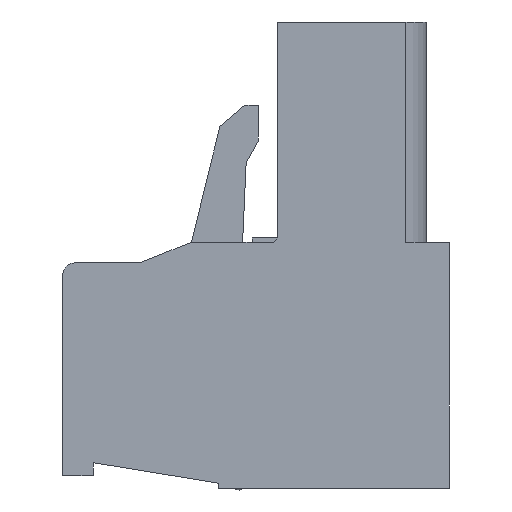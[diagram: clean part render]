
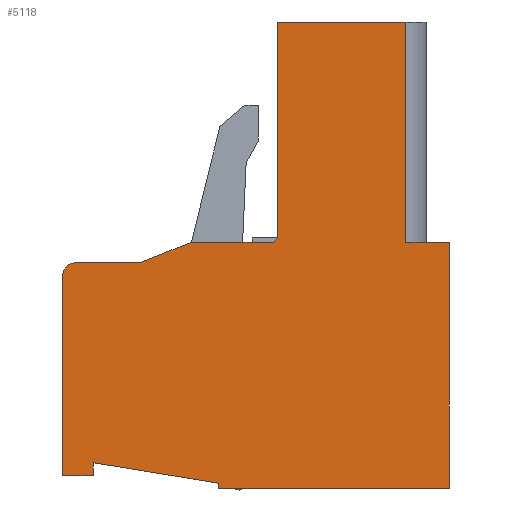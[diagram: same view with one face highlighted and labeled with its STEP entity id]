
A CAD part, front view. The second image highlights one B-rep face of the part: STEP entity #5118.
In plain terms, the highlighted planar face has unit normal (0, -1, 0).
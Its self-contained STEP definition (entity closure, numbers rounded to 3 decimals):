
#146=CIRCLE('',#5664,0.5);
#542=ORIENTED_EDGE('',*,*,#1921,.T.);
#543=ORIENTED_EDGE('',*,*,#1951,.T.);
#544=ORIENTED_EDGE('',*,*,#1804,.T.);
#545=ORIENTED_EDGE('',*,*,#1923,.T.);
#546=ORIENTED_EDGE('',*,*,#1836,.T.);
#547=ORIENTED_EDGE('',*,*,#1926,.T.);
#548=ORIENTED_EDGE('',*,*,#1929,.T.);
#549=ORIENTED_EDGE('',*,*,#1931,.T.);
#550=ORIENTED_EDGE('',*,*,#1847,.T.);
#551=ORIENTED_EDGE('',*,*,#1940,.T.);
#552=ORIENTED_EDGE('',*,*,#1952,.T.);
#553=ORIENTED_EDGE('',*,*,#1784,.T.);
#554=ORIENTED_EDGE('',*,*,#1912,.T.);
#555=ORIENTED_EDGE('',*,*,#1692,.T.);
#556=ORIENTED_EDGE('',*,*,#1705,.T.);
#557=ORIENTED_EDGE('',*,*,#1949,.T.);
#1692=EDGE_CURVE('',#2426,#2425,#2912,.T.);
#1705=EDGE_CURVE('',#2425,#2438,#2925,.T.);
#1784=EDGE_CURVE('',#2517,#2516,#3000,.T.);
#1804=EDGE_CURVE('',#2534,#2535,#3013,.T.);
#1836=EDGE_CURVE('',#2546,#2561,#3041,.T.);
#1847=EDGE_CURVE('',#2573,#2572,#3052,.T.);
#1912=EDGE_CURVE('',#2516,#2426,#3112,.T.);
#1921=EDGE_CURVE('',#2624,#2623,#3120,.T.);
#1923=EDGE_CURVE('',#2535,#2546,#3122,.T.);
#1926=EDGE_CURVE('',#2561,#2626,#3125,.T.);
#1929=EDGE_CURVE('',#2626,#2628,#3128,.T.);
#1931=EDGE_CURVE('',#2628,#2573,#3130,.T.);
#1940=EDGE_CURVE('',#2572,#2635,#3136,.T.);
#1949=EDGE_CURVE('',#2438,#2624,#3144,.T.);
#1951=EDGE_CURVE('',#2623,#2534,#146,.T.);
#1952=EDGE_CURVE('',#2635,#2517,#3146,.T.);
#2425=VERTEX_POINT('',#7432);
#2426=VERTEX_POINT('',#7434);
#2438=VERTEX_POINT('',#7459);
#2516=VERTEX_POINT('',#7625);
#2517=VERTEX_POINT('',#7627);
#2534=VERTEX_POINT('',#7667);
#2535=VERTEX_POINT('',#7668);
#2546=VERTEX_POINT('',#7692);
#2561=VERTEX_POINT('',#7726);
#2572=VERTEX_POINT('',#7749);
#2573=VERTEX_POINT('',#7751);
#2623=VERTEX_POINT('',#7887);
#2624=VERTEX_POINT('',#7889);
#2626=VERTEX_POINT('',#7897);
#2628=VERTEX_POINT('',#7903);
#2635=VERTEX_POINT('',#7923);
#2912=LINE('',#7433,#3538);
#2925=LINE('',#7460,#3551);
#3000=LINE('',#7626,#3626);
#3013=LINE('',#7666,#3639);
#3041=LINE('',#7727,#3667);
#3052=LINE('',#7750,#3678);
#3112=LINE('',#7870,#3738);
#3120=LINE('',#7888,#3746);
#3122=LINE('',#7892,#3748);
#3125=LINE('',#7898,#3751);
#3128=LINE('',#7904,#3754);
#3130=LINE('',#7907,#3756);
#3136=LINE('',#7924,#3762);
#3144=LINE('',#7939,#3770);
#3146=LINE('',#7943,#3772);
#3538=VECTOR('',#6006,1000.);
#3551=VECTOR('',#6021,1000.);
#3626=VECTOR('',#6122,1000.);
#3639=VECTOR('',#6155,1000.);
#3667=VECTOR('',#6193,1000.);
#3678=VECTOR('',#6206,1000.);
#3738=VECTOR('',#6296,1000.);
#3746=VECTOR('',#6312,1000.);
#3748=VECTOR('',#6316,1000.);
#3751=VECTOR('',#6321,1000.);
#3754=VECTOR('',#6326,1000.);
#3756=VECTOR('',#6330,1000.);
#3762=VECTOR('',#6344,1000.);
#3770=VECTOR('',#6360,1000.);
#3772=VECTOR('',#6366,1000.);
#4215=EDGE_LOOP('',(#542,#543,#544,#545,#546,#547,#548,#549,#550,#551,#552,
#553,#554,#555,#556,#557));
#4559=FACE_BOUND('',#4215,.T.);
#4887=PLANE('',#5663);
#5118=ADVANCED_FACE('',(#4559),#4887,.T.);
#5663=AXIS2_PLACEMENT_3D('',#7941,#6362,#6363);
#5664=AXIS2_PLACEMENT_3D('',#7942,#6364,#6365);
#6006=DIRECTION('',(-0.707,0.,-0.707));
#6021=DIRECTION('',(-1.,0.,0.));
#6122=DIRECTION('',(-1.,0.,0.));
#6155=DIRECTION('',(0.,0.,-1.));
#6193=DIRECTION('',(0.,0.,1.));
#6206=DIRECTION('',(0.,0.,1.));
#6296=DIRECTION('',(0.,0.,-1.));
#6312=DIRECTION('',(-1.,0.,0.));
#6316=DIRECTION('',(1.,0.,0.));
#6321=DIRECTION('',(0.987,0.,-0.161));
#6326=DIRECTION('',(0.,0.,-1.));
#6330=DIRECTION('',(1.,0.,0.));
#6344=DIRECTION('',(-1.,0.,0.));
#6360=DIRECTION('',(-0.93,0.,-0.367));
#6362=DIRECTION('',(0.,-1.,0.));
#6363=DIRECTION('',(0.,0.,-1.));
#6364=DIRECTION('',(0.,-1.,0.));
#6365=DIRECTION('',(0.,0.,-1.));
#6366=DIRECTION('',(0.,0.,1.));
#7432=CARTESIAN_POINT('',(-3.074,-6.62,4.95));
#7433=CARTESIAN_POINT('',(-2.9,-6.62,5.124));
#7434=CARTESIAN_POINT('',(-2.9,-6.62,5.124));
#7459=CARTESIAN_POINT('',(-6.274,-6.62,4.95));
#7460=CARTESIAN_POINT('',(-3.074,-6.62,4.95));
#7625=CARTESIAN_POINT('',(-2.9,-6.62,13.55));
#7626=CARTESIAN_POINT('',(2.9,-6.62,13.55));
#7627=CARTESIAN_POINT('',(2.1,-6.62,13.55));
#7666=CARTESIAN_POINT('',(-11.3,-6.62,4.15));
#7667=CARTESIAN_POINT('',(-11.3,-6.62,3.65));
#7668=CARTESIAN_POINT('',(-11.3,-6.62,-4.15));
#7692=CARTESIAN_POINT('',(-10.1,-6.62,-4.15));
#7726=CARTESIAN_POINT('',(-10.1,-6.62,-3.65));
#7727=CARTESIAN_POINT('',(-10.1,-6.62,-4.15));
#7749=CARTESIAN_POINT('',(3.8,-6.62,4.95));
#7750=CARTESIAN_POINT('',(3.8,-6.62,-4.65));
#7751=CARTESIAN_POINT('',(3.8,-6.62,-4.65));
#7870=CARTESIAN_POINT('',(-2.9,-6.62,13.55));
#7887=CARTESIAN_POINT('',(-10.8,-6.62,4.15));
#7888=CARTESIAN_POINT('',(-8.3,-6.62,4.15));
#7889=CARTESIAN_POINT('',(-8.3,-6.62,4.15));
#7892=CARTESIAN_POINT('',(-11.3,-6.62,-4.15));
#7897=CARTESIAN_POINT('',(-5.2,-6.62,-4.45));
#7898=CARTESIAN_POINT('',(-10.1,-6.62,-3.65));
#7903=CARTESIAN_POINT('',(-5.2,-6.62,-4.65));
#7904=CARTESIAN_POINT('',(-5.2,-6.62,-4.45));
#7907=CARTESIAN_POINT('',(-5.2,-6.62,-4.65));
#7923=CARTESIAN_POINT('',(2.1,-6.62,4.95));
#7924=CARTESIAN_POINT('',(3.8,-6.62,4.95));
#7939=CARTESIAN_POINT('',(-6.274,-6.62,4.95));
#7941=CARTESIAN_POINT('',(0.,-6.62,0.));
#7942=CARTESIAN_POINT('',(-10.8,-6.62,3.65));
#7943=CARTESIAN_POINT('',(2.1,-6.62,-13.553));
